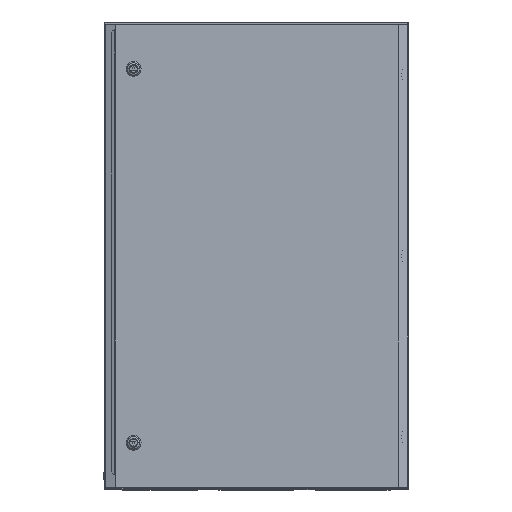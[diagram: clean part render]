
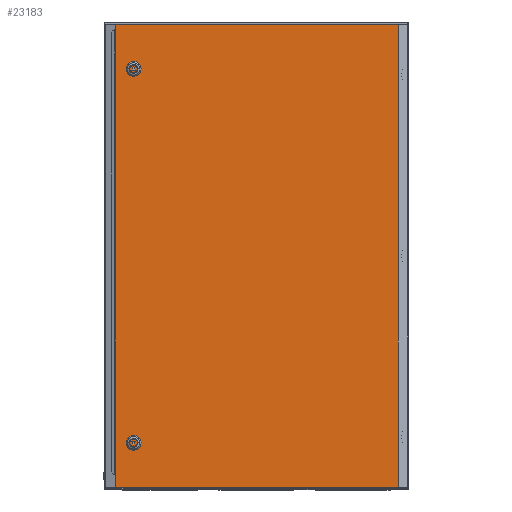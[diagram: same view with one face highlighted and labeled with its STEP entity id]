
A CAD part, top view. The second image highlights one B-rep face of the part: STEP entity #23183.
In plain terms, the highlighted planar face has unit normal (-0.002, 0, 1).
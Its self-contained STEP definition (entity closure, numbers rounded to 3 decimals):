
#366 = EDGE_CURVE ( 'NONE', #23675, #15814, #1744, .T. ) ;
#786 = VECTOR ( 'NONE', #3249, 1000. ) ;
#1744 = LINE ( 'NONE', #7074, #24986 ) ;
#2361 = EDGE_LOOP ( 'NONE', ( #14366, #3544 ) ) ;
#2530 = ORIENTED_EDGE ( 'NONE', *, *, #17062, .F. ) ;
#2606 = EDGE_LOOP ( 'NONE', ( #4994, #9885 ) ) ;
#2854 = CIRCLE ( 'NONE', #5507, 1.5 ) ;
#3249 = DIRECTION ( 'NONE',  ( 0., -1., 0. ) ) ;
#3453 = VERTEX_POINT ( 'NONE', #20228 ) ;
#3544 = ORIENTED_EDGE ( 'NONE', *, *, #15490, .F. ) ;
#3805 = ORIENTED_EDGE ( 'NONE', *, *, #27615, .T. ) ;
#3912 = CARTESIAN_POINT ( 'NONE',  ( -263.5, 400., 0. ) ) ;
#4708 = CARTESIAN_POINT ( 'NONE',  ( -302.921, -495., 0. ) ) ;
#4869 = CARTESIAN_POINT ( 'NONE',  ( -302.921, 495., 0. ) ) ;
#4994 = ORIENTED_EDGE ( 'NONE', *, *, #19194, .F. ) ;
#5071 = DIRECTION ( 'NONE',  ( 0., 0., 1. ) ) ;
#5507 = AXIS2_PLACEMENT_3D ( 'NONE', #3912, #19178, #6105 ) ;
#5601 = CARTESIAN_POINT ( 'NONE',  ( -262., -400., 0. ) ) ;
#5735 = LINE ( 'NONE', #4869, #27604 ) ;
#6105 = DIRECTION ( 'NONE',  ( 1., 0., 0. ) ) ;
#6603 = LINE ( 'NONE', #11957, #786 ) ;
#7074 = CARTESIAN_POINT ( 'NONE',  ( -302.921, 495., 0. ) ) ;
#7271 = ORIENTED_EDGE ( 'NONE', *, *, #366, .T. ) ;
#7571 = EDGE_LOOP ( 'NONE', ( #22275, #2530, #7271, #3805 ) ) ;
#7813 = CIRCLE ( 'NONE', #27483, 1.5 ) ;
#7836 = AXIS2_PLACEMENT_3D ( 'NONE', #26097, #13033, #28292 ) ;
#9885 = ORIENTED_EDGE ( 'NONE', *, *, #28268, .F. ) ;
#10482 = CARTESIAN_POINT ( 'NONE',  ( -263.5, -400., 0. ) ) ;
#10660 = CARTESIAN_POINT ( 'NONE',  ( -262., 400., 0. ) ) ;
#11330 = CARTESIAN_POINT ( 'NONE',  ( -302.921, -495., 0. ) ) ;
#11561 = EDGE_CURVE ( 'NONE', #15900, #16370, #23731, .T. ) ;
#11711 = DIRECTION ( 'NONE',  ( 0., 0., 1. ) ) ;
#11957 = CARTESIAN_POINT ( 'NONE',  ( 302.921, 495., 0. ) ) ;
#12204 = FACE_BOUND ( 'NONE', #2606, .T. ) ;
#12397 = VERTEX_POINT ( 'NONE', #5601 ) ;
#12659 = DIRECTION ( 'NONE',  ( -1., 0., 0. ) ) ;
#13033 = DIRECTION ( 'NONE',  ( 0., 0., 1. ) ) ;
#13693 = EDGE_CURVE ( 'NONE', #12397, #25047, #21441, .T. ) ;
#13721 = VERTEX_POINT ( 'NONE', #10660 ) ;
#14366 = ORIENTED_EDGE ( 'NONE', *, *, #13693, .F. ) ;
#15490 = EDGE_CURVE ( 'NONE', #25047, #12397, #19325, .T. ) ;
#15814 = VERTEX_POINT ( 'NONE', #15842 ) ;
#15842 = CARTESIAN_POINT ( 'NONE',  ( -302.921, 495., 0. ) ) ;
#15900 = VERTEX_POINT ( 'NONE', #18319 ) ;
#16017 = AXIS2_PLACEMENT_3D ( 'NONE', #18141, #5071, #20350 ) ;
#16370 = VERTEX_POINT ( 'NONE', #11330 ) ;
#17062 = EDGE_CURVE ( 'NONE', #23675, #15900, #6603, .T. ) ;
#18141 = CARTESIAN_POINT ( 'NONE',  ( -302.921, 495., 0. ) ) ;
#18319 = CARTESIAN_POINT ( 'NONE',  ( 302.921, -495., 0. ) ) ;
#19178 = DIRECTION ( 'NONE',  ( 0., 0., 1. ) ) ;
#19194 = EDGE_CURVE ( 'NONE', #13721, #3453, #2854, .T. ) ;
#19325 = CIRCLE ( 'NONE', #7836, 1.5 ) ;
#19968 = DIRECTION ( 'NONE',  ( -1., 0., 0. ) ) ;
#20228 = CARTESIAN_POINT ( 'NONE',  ( -265., 400., 0. ) ) ;
#20350 = DIRECTION ( 'NONE',  ( 1., 0., 0. ) ) ;
#20597 = AXIS2_PLACEMENT_3D ( 'NONE', #10482, #25736, #12659 ) ;
#21441 = CIRCLE ( 'NONE', #20597, 1.5 ) ;
#22275 = ORIENTED_EDGE ( 'NONE', *, *, #11561, .F. ) ;
#22326 = DIRECTION ( 'NONE',  ( -1., 0., 0. ) ) ;
#22453 = PLANE ( 'NONE',  #16017 ) ;
#23097 = CARTESIAN_POINT ( 'NONE',  ( -265., -400., 0. ) ) ;
#23134 = FACE_BOUND ( 'NONE', #2361, .T. ) ;
#23183 = ADVANCED_FACE ( 'NONE', ( #23134, #12204, #28230 ), #22453, .T. ) ;
#23675 = VERTEX_POINT ( 'NONE', #24226 ) ;
#23731 = LINE ( 'NONE', #4708, #24416 ) ;
#24226 = CARTESIAN_POINT ( 'NONE',  ( 302.921, 495., 0. ) ) ;
#24416 = VECTOR ( 'NONE', #19968, 1000. ) ;
#24536 = DIRECTION ( 'NONE',  ( 0., -1., 0. ) ) ;
#24789 = CARTESIAN_POINT ( 'NONE',  ( -263.5, 400., 0. ) ) ;
#24986 = VECTOR ( 'NONE', #22326, 1000. ) ;
#25047 = VERTEX_POINT ( 'NONE', #23097 ) ;
#25736 = DIRECTION ( 'NONE',  ( 0., 0., 1. ) ) ;
#26097 = CARTESIAN_POINT ( 'NONE',  ( -263.5, -400., 0. ) ) ;
#26959 = DIRECTION ( 'NONE',  ( 1., 0., 0. ) ) ;
#27483 = AXIS2_PLACEMENT_3D ( 'NONE', #24789, #11711, #26959 ) ;
#27604 = VECTOR ( 'NONE', #24536, 1000. ) ;
#27615 = EDGE_CURVE ( 'NONE', #15814, #16370, #5735, .T. ) ;
#28230 = FACE_OUTER_BOUND ( 'NONE', #7571, .T. ) ;
#28268 = EDGE_CURVE ( 'NONE', #3453, #13721, #7813, .T. ) ;
#28292 = DIRECTION ( 'NONE',  ( -1., 0., 0. ) ) ;
